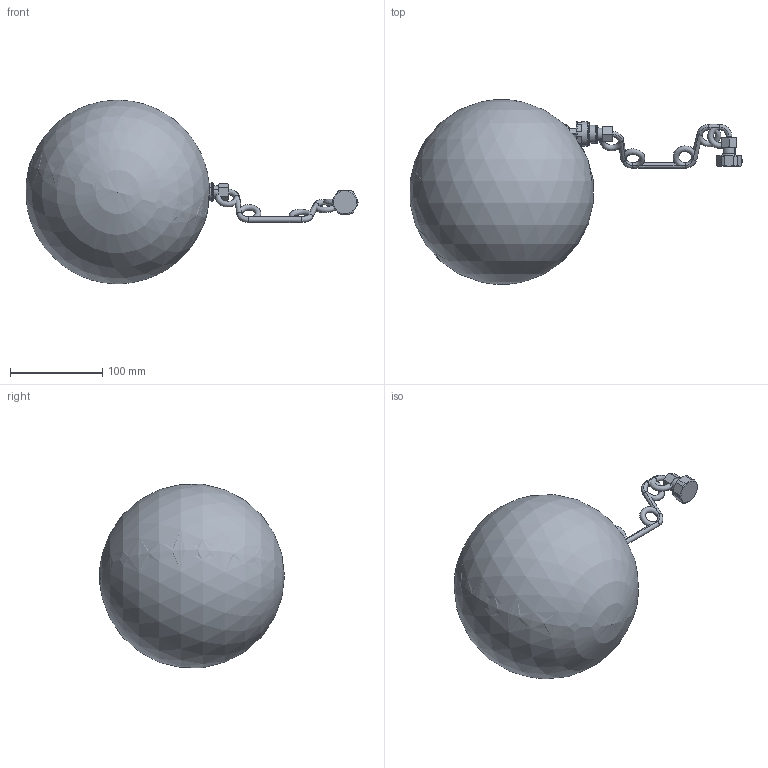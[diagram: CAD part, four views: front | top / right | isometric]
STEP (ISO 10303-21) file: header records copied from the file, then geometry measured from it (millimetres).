
FILE_DESCRIPTION((''),'2;1');
FILE_NAME('572120_ALLCATPART_SW0001','2017-07-28T',('sparenzan'),(''),'CREO PARAMETRIC BY PTC INC, 2016050','CREO PARAMETRIC BY PTC INC, 2016050','');
FILE_SCHEMA(('CONFIG_CONTROL_DESIGN'));
Products named in the file (1): 572120_ALLCATPART_SW0001
Bounding box: 359.18 x 200 x 198.35 mm (x, y, z)
Surface area: 551177.3 mm2 (no closed solid volume)
Topology: 0 solids, 0 shells, 725 faces, 3920 edges, 3845 vertices
Faces by surface type: bspline 601, torus 105, sphere 19
Entity records: 75630 total; most frequent: CARTESIAN_POINT 44050, DIRECTION 4570, DEFINITIONAL_REPRESENTATION 3777, PCURVE 3777, COMPOSITE_CURVE_SEGMENT 3777, TRIMMED_CURVE 3699, VECTOR 3076, LINE 3076
